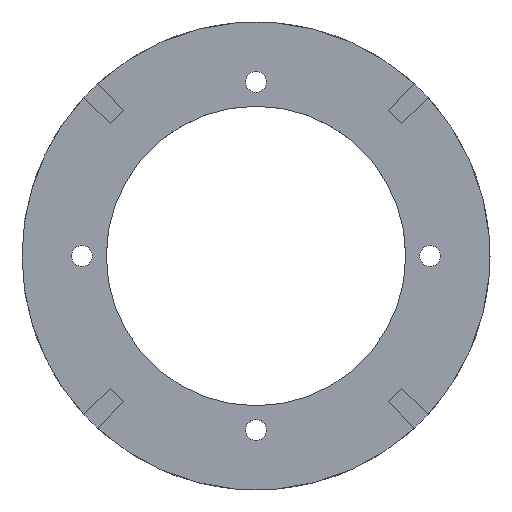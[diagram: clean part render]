
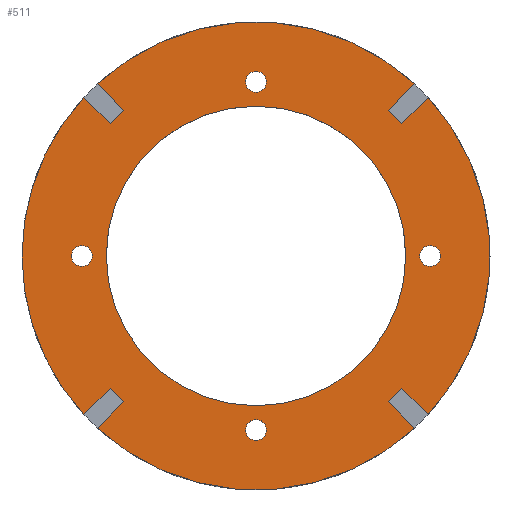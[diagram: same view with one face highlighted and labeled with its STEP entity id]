
A CAD part, top view. The second image highlights one B-rep face of the part: STEP entity #511.
In plain terms, the highlighted planar face has unit normal (0, 0, 1).
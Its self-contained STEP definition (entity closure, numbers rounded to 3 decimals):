
#23=FACE_BOUND('',#92,.T.);
#24=FACE_BOUND('',#93,.T.);
#25=FACE_BOUND('',#94,.T.);
#26=FACE_BOUND('',#95,.T.);
#27=FACE_BOUND('',#96,.T.);
#36=CIRCLE('',#555,62.5);
#37=CIRCLE('',#556,62.5);
#38=CIRCLE('',#557,62.5);
#39=CIRCLE('',#558,62.5);
#40=CIRCLE('',#559,62.5);
#41=CIRCLE('',#560,2.8);
#42=CIRCLE('',#561,2.8);
#43=CIRCLE('',#562,40.);
#44=CIRCLE('',#563,2.8);
#45=CIRCLE('',#564,2.8);
#63=FACE_OUTER_BOUND('',#91,.T.);
#91=EDGE_LOOP('',(#359,#360,#361,#362,#363,#364,#365,#366,#367,#368,#369,
#370,#371,#372,#373,#374,#375));
#92=EDGE_LOOP('',(#376));
#93=EDGE_LOOP('',(#377));
#94=EDGE_LOOP('',(#378));
#95=EDGE_LOOP('',(#379));
#96=EDGE_LOOP('',(#380));
#127=LINE('',#759,#175);
#131=LINE('',#767,#179);
#134=LINE('',#773,#182);
#137=LINE('',#783,#185);
#138=LINE('',#785,#186);
#139=LINE('',#787,#187);
#140=LINE('',#793,#188);
#141=LINE('',#795,#189);
#142=LINE('',#797,#190);
#143=LINE('',#801,#191);
#144=LINE('',#803,#192);
#145=LINE('',#805,#193);
#175=VECTOR('',#605,10.);
#179=VECTOR('',#611,10.);
#182=VECTOR('',#616,10.);
#185=VECTOR('',#627,10.);
#186=VECTOR('',#628,10.);
#187=VECTOR('',#629,10.);
#188=VECTOR('',#634,10.);
#189=VECTOR('',#635,10.);
#190=VECTOR('',#636,10.);
#191=VECTOR('',#639,10.);
#192=VECTOR('',#640,10.);
#193=VECTOR('',#641,10.);
#223=VERTEX_POINT('',#757);
#224=VERTEX_POINT('',#758);
#227=VERTEX_POINT('',#766);
#229=VERTEX_POINT('',#772);
#231=VERTEX_POINT('',#780);
#232=VERTEX_POINT('',#782);
#233=VERTEX_POINT('',#784);
#234=VERTEX_POINT('',#786);
#235=VERTEX_POINT('',#788);
#236=VERTEX_POINT('',#790);
#237=VERTEX_POINT('',#792);
#238=VERTEX_POINT('',#794);
#239=VERTEX_POINT('',#796);
#240=VERTEX_POINT('',#798);
#241=VERTEX_POINT('',#800);
#242=VERTEX_POINT('',#802);
#243=VERTEX_POINT('',#804);
#244=VERTEX_POINT('',#807);
#245=VERTEX_POINT('',#809);
#246=VERTEX_POINT('',#811);
#247=VERTEX_POINT('',#813);
#248=VERTEX_POINT('',#815);
#271=EDGE_CURVE('',#223,#224,#127,.T.);
#275=EDGE_CURVE('',#227,#223,#131,.T.);
#278=EDGE_CURVE('',#229,#227,#134,.T.);
#282=EDGE_CURVE('',#224,#231,#36,.T.);
#283=EDGE_CURVE('',#231,#232,#137,.T.);
#284=EDGE_CURVE('',#232,#233,#138,.T.);
#285=EDGE_CURVE('',#233,#234,#139,.T.);
#286=EDGE_CURVE('',#234,#235,#37,.T.);
#287=EDGE_CURVE('',#235,#236,#38,.T.);
#288=EDGE_CURVE('',#236,#237,#140,.T.);
#289=EDGE_CURVE('',#237,#238,#141,.T.);
#290=EDGE_CURVE('',#238,#239,#142,.T.);
#291=EDGE_CURVE('',#239,#240,#39,.T.);
#292=EDGE_CURVE('',#240,#241,#143,.T.);
#293=EDGE_CURVE('',#241,#242,#144,.T.);
#294=EDGE_CURVE('',#242,#243,#145,.T.);
#295=EDGE_CURVE('',#243,#229,#40,.T.);
#296=EDGE_CURVE('',#244,#244,#41,.T.);
#297=EDGE_CURVE('',#245,#245,#42,.T.);
#298=EDGE_CURVE('',#246,#246,#43,.T.);
#299=EDGE_CURVE('',#247,#247,#44,.T.);
#300=EDGE_CURVE('',#248,#248,#45,.T.);
#359=ORIENTED_EDGE('',*,*,#278,.T.);
#360=ORIENTED_EDGE('',*,*,#275,.T.);
#361=ORIENTED_EDGE('',*,*,#271,.T.);
#362=ORIENTED_EDGE('',*,*,#282,.T.);
#363=ORIENTED_EDGE('',*,*,#283,.T.);
#364=ORIENTED_EDGE('',*,*,#284,.T.);
#365=ORIENTED_EDGE('',*,*,#285,.T.);
#366=ORIENTED_EDGE('',*,*,#286,.T.);
#367=ORIENTED_EDGE('',*,*,#287,.T.);
#368=ORIENTED_EDGE('',*,*,#288,.T.);
#369=ORIENTED_EDGE('',*,*,#289,.T.);
#370=ORIENTED_EDGE('',*,*,#290,.T.);
#371=ORIENTED_EDGE('',*,*,#291,.T.);
#372=ORIENTED_EDGE('',*,*,#292,.T.);
#373=ORIENTED_EDGE('',*,*,#293,.T.);
#374=ORIENTED_EDGE('',*,*,#294,.T.);
#375=ORIENTED_EDGE('',*,*,#295,.T.);
#376=ORIENTED_EDGE('',*,*,#296,.T.);
#377=ORIENTED_EDGE('',*,*,#297,.T.);
#378=ORIENTED_EDGE('',*,*,#298,.T.);
#379=ORIENTED_EDGE('',*,*,#299,.T.);
#380=ORIENTED_EDGE('',*,*,#300,.T.);
#491=PLANE('',#554);
#511=ADVANCED_FACE('',(#63,#23,#24,#25,#26,#27),#491,.T.);
#554=AXIS2_PLACEMENT_3D('',#779,#623,#624);
#555=AXIS2_PLACEMENT_3D('',#781,#625,#626);
#556=AXIS2_PLACEMENT_3D('',#789,#630,#631);
#557=AXIS2_PLACEMENT_3D('',#791,#632,#633);
#558=AXIS2_PLACEMENT_3D('',#799,#637,#638);
#559=AXIS2_PLACEMENT_3D('',#806,#642,#643);
#560=AXIS2_PLACEMENT_3D('',#808,#644,#645);
#561=AXIS2_PLACEMENT_3D('',#810,#646,#647);
#562=AXIS2_PLACEMENT_3D('',#812,#648,#649);
#563=AXIS2_PLACEMENT_3D('',#814,#650,#651);
#564=AXIS2_PLACEMENT_3D('',#816,#652,#653);
#605=DIRECTION('',(0.707,0.707,0.));
#611=DIRECTION('',(-0.707,0.707,0.));
#616=DIRECTION('',(-0.707,-0.707,0.));
#623=DIRECTION('center_axis',(0.,0.,1.));
#624=DIRECTION('ref_axis',(1.,0.,0.));
#625=DIRECTION('center_axis',(0.,0.,1.));
#626=DIRECTION('ref_axis',(1.,0.,0.));
#627=DIRECTION('',(0.707,-0.707,0.));
#628=DIRECTION('',(-0.707,-0.707,0.));
#629=DIRECTION('',(-0.707,0.707,0.));
#630=DIRECTION('center_axis',(0.,0.,1.));
#631=DIRECTION('ref_axis',(1.,0.,0.));
#632=DIRECTION('center_axis',(0.,0.,1.));
#633=DIRECTION('ref_axis',(1.,0.,0.));
#634=DIRECTION('',(0.707,0.707,0.));
#635=DIRECTION('',(0.707,-0.707,0.));
#636=DIRECTION('',(-0.707,-0.707,0.));
#637=DIRECTION('center_axis',(0.,0.,1.));
#638=DIRECTION('ref_axis',(1.,0.,0.));
#639=DIRECTION('',(-0.707,0.707,0.));
#640=DIRECTION('',(0.707,0.707,0.));
#641=DIRECTION('',(0.707,-0.707,0.));
#642=DIRECTION('center_axis',(0.,0.,1.));
#643=DIRECTION('ref_axis',(1.,0.,0.));
#644=DIRECTION('center_axis',(0.,0.,-1.));
#645=DIRECTION('ref_axis',(1.,0.,0.));
#646=DIRECTION('center_axis',(0.,0.,-1.));
#647=DIRECTION('ref_axis',(1.,0.,0.));
#648=DIRECTION('center_axis',(0.,0.,-1.));
#649=DIRECTION('ref_axis',(1.,0.,0.));
#650=DIRECTION('center_axis',(0.,0.,-1.));
#651=DIRECTION('ref_axis',(1.,0.,0.));
#652=DIRECTION('center_axis',(0.,0.,-1.));
#653=DIRECTION('ref_axis',(1.,0.,0.));
#757=CARTESIAN_POINT('',(35.285,38.962,4.));
#758=CARTESIAN_POINT('',(42.317,45.994,4.));
#759=CARTESIAN_POINT('',(16.723,20.4,4.));
#766=CARTESIAN_POINT('',(38.962,35.285,4.));
#767=CARTESIAN_POINT('',(38.042,36.204,4.));
#772=CARTESIAN_POINT('',(45.994,42.317,4.));
#773=CARTESIAN_POINT('',(23.916,20.239,4.));
#779=CARTESIAN_POINT('Origin',(0.,0.,4.));
#780=CARTESIAN_POINT('',(-42.317,45.994,4.));
#781=CARTESIAN_POINT('Origin',(0.,0.,4.));
#782=CARTESIAN_POINT('',(-35.285,38.962,4.));
#783=CARTESIAN_POINT('',(-20.239,23.916,4.));
#784=CARTESIAN_POINT('',(-38.962,35.285,4.));
#785=CARTESIAN_POINT('',(-36.204,38.042,4.));
#786=CARTESIAN_POINT('',(-45.994,42.317,4.));
#787=CARTESIAN_POINT('',(-20.4,16.723,4.));
#788=CARTESIAN_POINT('',(-62.5,0.,4.));
#789=CARTESIAN_POINT('Origin',(0.,0.,4.));
#790=CARTESIAN_POINT('',(-45.994,-42.317,4.));
#791=CARTESIAN_POINT('Origin',(0.,0.,4.));
#792=CARTESIAN_POINT('',(-38.962,-35.285,4.));
#793=CARTESIAN_POINT('',(-23.916,-20.239,4.));
#794=CARTESIAN_POINT('',(-35.285,-38.962,4.));
#795=CARTESIAN_POINT('',(-38.042,-36.204,4.));
#796=CARTESIAN_POINT('',(-42.317,-45.994,4.));
#797=CARTESIAN_POINT('',(-16.723,-20.4,4.));
#798=CARTESIAN_POINT('',(42.317,-45.994,4.));
#799=CARTESIAN_POINT('Origin',(0.,0.,4.));
#800=CARTESIAN_POINT('',(35.285,-38.962,4.));
#801=CARTESIAN_POINT('',(20.239,-23.916,4.));
#802=CARTESIAN_POINT('',(38.962,-35.285,4.));
#803=CARTESIAN_POINT('',(36.204,-38.042,4.));
#804=CARTESIAN_POINT('',(45.994,-42.317,4.));
#805=CARTESIAN_POINT('',(20.4,-16.723,4.));
#806=CARTESIAN_POINT('Origin',(0.,0.,4.));
#807=CARTESIAN_POINT('',(-2.8,-46.5,4.));
#808=CARTESIAN_POINT('Origin',(0.,-46.5,4.));
#809=CARTESIAN_POINT('',(-49.3,0.,4.));
#810=CARTESIAN_POINT('Origin',(-46.5,0.,4.));
#811=CARTESIAN_POINT('',(-40.,0.,4.));
#812=CARTESIAN_POINT('Origin',(0.,0.,4.));
#813=CARTESIAN_POINT('',(-2.8,46.5,4.));
#814=CARTESIAN_POINT('Origin',(0.,46.5,4.));
#815=CARTESIAN_POINT('',(43.7,0.,4.));
#816=CARTESIAN_POINT('Origin',(46.5,0.,4.));
